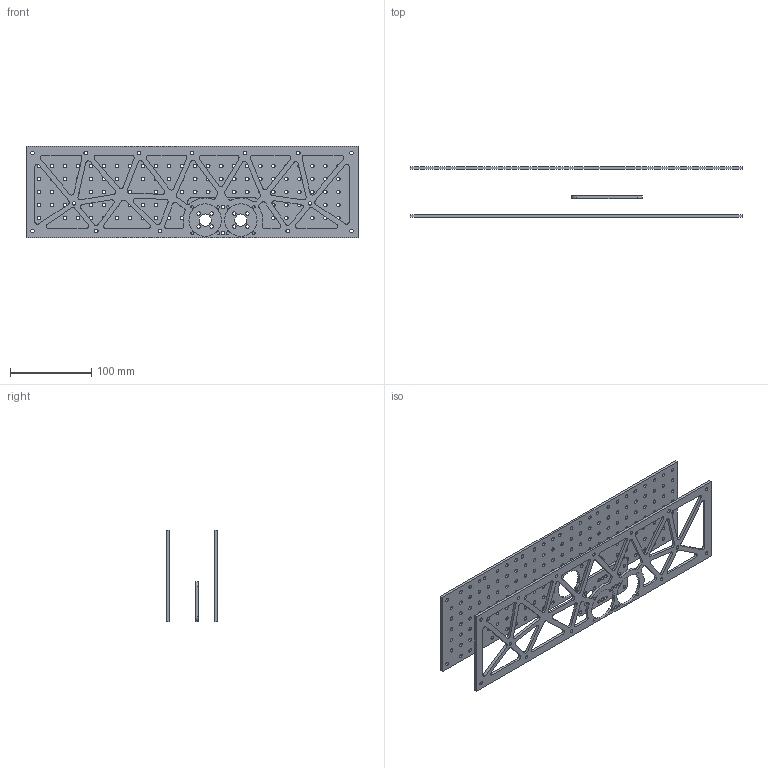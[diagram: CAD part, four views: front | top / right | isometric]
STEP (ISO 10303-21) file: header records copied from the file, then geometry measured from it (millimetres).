
FILE_DESCRIPTION(/* description */ ('STEP AP242','CAx-IF Rec.Pracs.---Representation and Presentation of Product Manufacturing Information (PMI)---4.0---2014-10-13','CAx-IF Rec.Pracs.---3D Tessellated Geometry---0.4---2014-09-14','2;1'),/* implementation_level */ '2;1');
FILE_NAME(/* name */ '68355e1c9a035575be5ba6b5',/* time_stamp */ '2025-05-27T06:39:24Z',/* author */ (''),/* organization */ (''),/* preprocessor_version */ 'ST-DEVELOPER v20',/* originating_system */ 'ONSHAPE BY PTC INC, 1.198',/* authorisation */ ' ');
FILE_SCHEMA (('AP242_MANAGED_MODEL_BASED_3D_ENGINEERING_MIM_LF { 1 0 10303 442 1 1 4 }'));
Length unit declared in the file: metre
Products named in the file (3): Part 9; Part 8; Part 7
Bounding box: 408 x 62.35 x 112 mm (x, y, z)
Volume: 204511.9 mm3; surface area: 155900.9 mm2
Topology: 3 solids, 3 shells, 408 faces, 1238 edges, 836 vertices
Faces by surface type: cylinder 309, plane 99
Full cylindrical faces by diameter (mm): 4.3 x192, 15 x2, 37 x2
Entity records: 13918 total; most frequent: DIRECTION 2450, CARTESIAN_POINT 2225, ORIENTED_EDGE 2020, EDGE_LOOP 1042, FACE_BOUND 1042, AXIS2_PLACEMENT_3D 1029, EDGE_CURVE 1010, VERTEX_POINT 804
